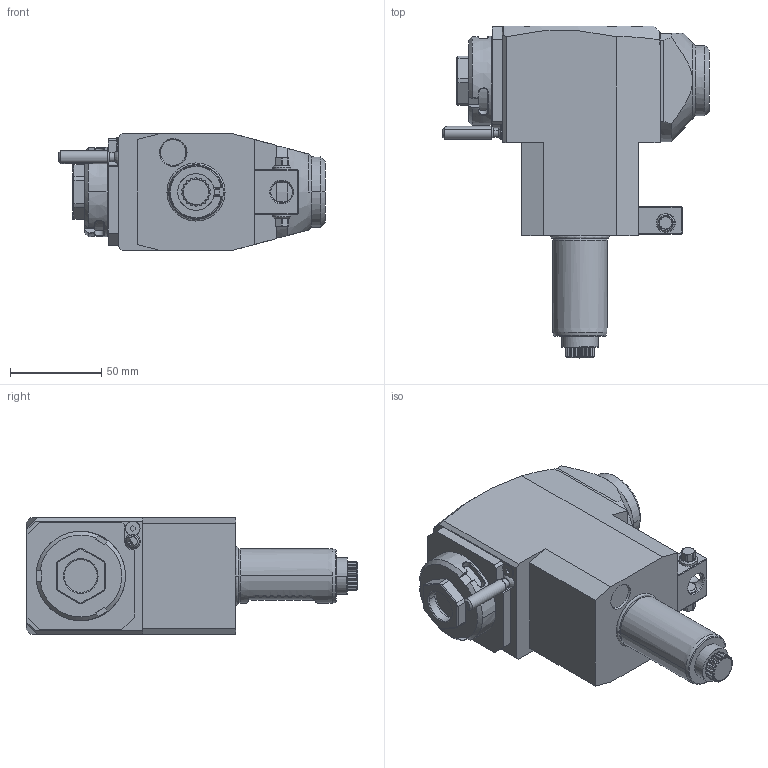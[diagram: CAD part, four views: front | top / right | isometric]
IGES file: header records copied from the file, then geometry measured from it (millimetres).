
Start section:  PTC IGES file: ngt1_30_235_25_3_2_85t.igs
Global section: file name: ngt1_30_235_25_3_2_85t.igs; native system: Pro/ENGINEER by Parametric Technology Corporation; preprocessor: 2010280; author: vali; organization: Unknown; date: 20240327.084250; units: millimetre
Bounding box: 146.38 x 182 x 64 mm (x, y, z)
Volume: 691125.5 mm3; surface area: 59106.4 mm2
Topology: 1 solids, 1 shells, 467 faces, 1290 edges, 842 vertices
Faces by surface type: revolution 246, bspline 221
